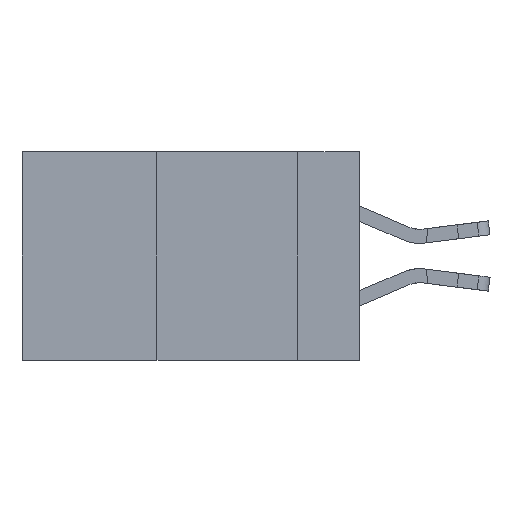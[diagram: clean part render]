
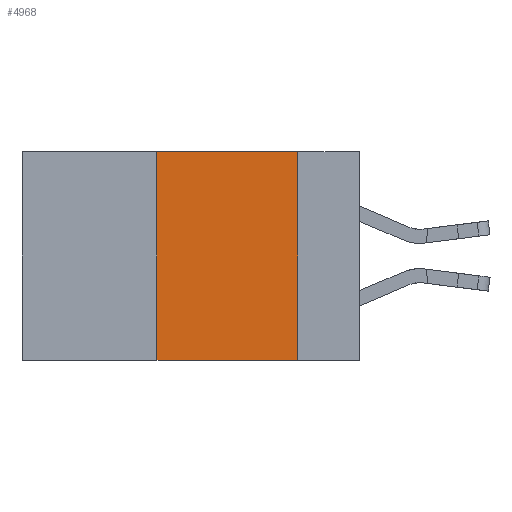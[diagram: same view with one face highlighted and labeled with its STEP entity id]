
A CAD part, left-side view. The second image highlights one B-rep face of the part: STEP entity #4968.
In plain terms, the highlighted planar face has unit normal (-1, 0, 0).
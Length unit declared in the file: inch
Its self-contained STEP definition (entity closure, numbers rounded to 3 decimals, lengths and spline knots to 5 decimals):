
#1356 = CARTESIAN_POINT ( 'NONE',  ( 0., 0.36, -0.37 ) ) ;
#2407 = EDGE_CURVE ( 'NONE', #10608, #26874, #2787, .T. ) ;
#2787 = LINE ( 'NONE', #11908, #4538 ) ;
#3768 = EDGE_CURVE ( 'NONE', #26874, #29876, #16736, .T. ) ;
#4177 = FACE_OUTER_BOUND ( 'NONE', #24843, .T. ) ;
#4538 = VECTOR ( 'NONE', #23692, 39.37008 ) ;
#4968 = ADVANCED_FACE ( 'NONE', ( #4177 ), #11145, .F. ) ;
#8238 = ORIENTED_EDGE ( 'NONE', *, *, #2407, .F. ) ;
#9420 = LINE ( 'NONE', #18438, #25227 ) ;
#9433 = DIRECTION ( 'NONE',  ( 0., 0., -1. ) ) ;
#9989 = EDGE_CURVE ( 'NONE', #10930, #10608, #24395, .T. ) ;
#10608 = VERTEX_POINT ( 'NONE', #18468 ) ;
#10843 = DIRECTION ( 'NONE',  ( 1., 0., 0. ) ) ;
#10930 = VERTEX_POINT ( 'NONE', #1356 ) ;
#11145 = PLANE ( 'NONE',  #27811 ) ;
#11908 = CARTESIAN_POINT ( 'NONE',  ( 0., 0.6, 0. ) ) ;
#16617 = ORIENTED_EDGE ( 'NONE', *, *, #9989, .F. ) ;
#16736 = LINE ( 'NONE', #26155, #27814 ) ;
#17459 = CARTESIAN_POINT ( 'NONE',  ( 0., 0.36, 0. ) ) ;
#18438 = CARTESIAN_POINT ( 'NONE',  ( 0., 0.6, -0.37 ) ) ;
#18468 = CARTESIAN_POINT ( 'NONE',  ( 0., 0.36, 0. ) ) ;
#19566 = CARTESIAN_POINT ( 'NONE',  ( 0., 0.11, -0.37 ) ) ;
#19724 = DIRECTION ( 'NONE',  ( 0., 0., -1. ) ) ;
#20274 = EDGE_CURVE ( 'NONE', #10930, #29876, #9420, .T. ) ;
#20595 = ORIENTED_EDGE ( 'NONE', *, *, #3768, .F. ) ;
#21602 = CARTESIAN_POINT ( 'NONE',  ( 0., 0.11, 0. ) ) ;
#21991 = ORIENTED_EDGE ( 'NONE', *, *, #20274, .T. ) ;
#23692 = DIRECTION ( 'NONE',  ( 0., -1., 0. ) ) ;
#24395 = LINE ( 'NONE', #17459, #28562 ) ;
#24843 = EDGE_LOOP ( 'NONE', ( #20595, #8238, #16617, #21991 ) ) ;
#25227 = VECTOR ( 'NONE', #25686, 39.37008 ) ;
#25686 = DIRECTION ( 'NONE',  ( 0., -1., 0. ) ) ;
#26155 = CARTESIAN_POINT ( 'NONE',  ( 0., 0.11, 0. ) ) ;
#26874 = VERTEX_POINT ( 'NONE', #21602 ) ;
#27811 = AXIS2_PLACEMENT_3D ( 'NONE', #30052, #10843, #19724 ) ;
#27814 = VECTOR ( 'NONE', #9433, 39.37008 ) ;
#28562 = VECTOR ( 'NONE', #29370, 39.37008 ) ;
#29370 = DIRECTION ( 'NONE',  ( 0., 0., 1. ) ) ;
#29876 = VERTEX_POINT ( 'NONE', #19566 ) ;
#30052 = CARTESIAN_POINT ( 'NONE',  ( 0., 0.6, 0. ) ) ;
